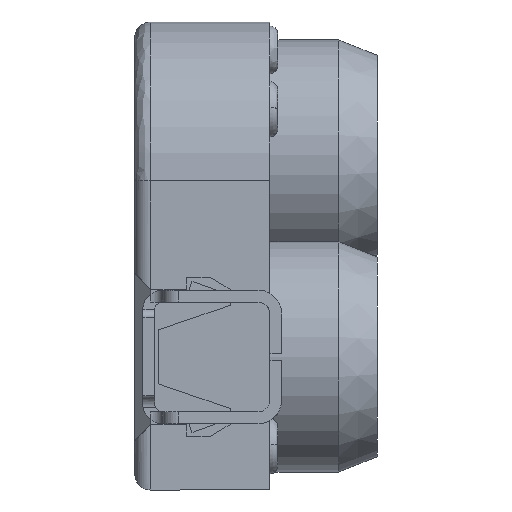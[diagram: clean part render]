
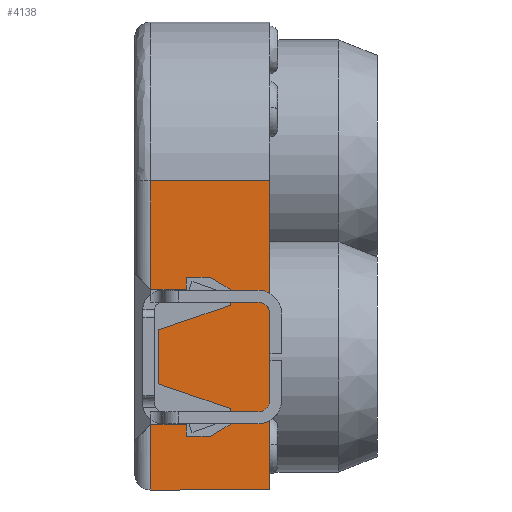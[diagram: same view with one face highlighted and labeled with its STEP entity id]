
A CAD part, front view. The second image highlights one B-rep face of the part: STEP entity #4138.
In plain terms, the highlighted planar face has unit normal (0, -1, 0).
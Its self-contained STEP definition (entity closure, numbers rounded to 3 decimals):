
#150 = ORIENTED_EDGE ( 'NONE', *, *, #273, .T. ) ;
#273 = EDGE_CURVE ( 'NONE', #4760, #1228, #1422, .T. ) ;
#334 = VECTOR ( 'NONE', #1621, 1000. ) ;
#376 = EDGE_CURVE ( 'NONE', #3358, #4760, #1825, .T. ) ;
#385 = VERTEX_POINT ( 'NONE', #9290 ) ;
#468 = LINE ( 'NONE', #8851, #8789 ) ;
#469 = VECTOR ( 'NONE', #1054, 1000. ) ;
#480 = VERTEX_POINT ( 'NONE', #822 ) ;
#528 = CARTESIAN_POINT ( 'NONE',  ( 0., 0., 0. ) ) ;
#570 = VECTOR ( 'NONE', #602, 1000. ) ;
#576 = LINE ( 'NONE', #1056, #3713 ) ;
#602 = DIRECTION ( 'NONE',  ( 1., 0., 0. ) ) ;
#633 = VERTEX_POINT ( 'NONE', #5286 ) ;
#822 = CARTESIAN_POINT ( 'NONE',  ( -0.4, 0., -5.065 ) ) ;
#836 = CARTESIAN_POINT ( 'NONE',  ( 0.6, 0., -3.365 ) ) ;
#856 = EDGE_CURVE ( 'NONE', #7434, #385, #9142, .T. ) ;
#859 = VERTEX_POINT ( 'NONE', #3945 ) ;
#946 = CARTESIAN_POINT ( 'NONE',  ( -0.4, 0., 0. ) ) ;
#976 = CARTESIAN_POINT ( 'NONE',  ( 0.6, 0., 0. ) ) ;
#1054 = DIRECTION ( 'NONE',  ( -1., 0., 0. ) ) ;
#1056 = CARTESIAN_POINT ( 'NONE',  ( 0.05, 0., -5.215 ) ) ;
#1058 = CARTESIAN_POINT ( 'NONE',  ( -0.4, 0., -3.365 ) ) ;
#1134 = VECTOR ( 'NONE', #7135, 1000. ) ;
#1228 = VERTEX_POINT ( 'NONE', #9139 ) ;
#1297 = CARTESIAN_POINT ( 'NONE',  ( 0.35, 0., -5.215 ) ) ;
#1339 = FACE_OUTER_BOUND ( 'NONE', #1693, .T. ) ;
#1422 = LINE ( 'NONE', #6890, #6713 ) ;
#1506 = ORIENTED_EDGE ( 'NONE', *, *, #1818, .F. ) ;
#1531 = VERTEX_POINT ( 'NONE', #6491 ) ;
#1609 = EDGE_CURVE ( 'NONE', #1531, #633, #8349, .T. ) ;
#1621 = DIRECTION ( 'NONE',  ( 0., 0., -1. ) ) ;
#1693 = EDGE_LOOP ( 'NONE', ( #5975, #2599, #2720, #3032, #7655, #2383, #6369, #9200, #4229, #6443, #150, #5426, #2529, #1735, #6313, #8304, #1506, #3225 ) ) ;
#1705 = CARTESIAN_POINT ( 'NONE',  ( 1.1, 0., 0. ) ) ;
#1735 = ORIENTED_EDGE ( 'NONE', *, *, #1609, .T. ) ;
#1803 = EDGE_CURVE ( 'NONE', #859, #3607, #576, .T. ) ;
#1818 = EDGE_CURVE ( 'NONE', #4585, #5418, #468, .T. ) ;
#1825 = LINE ( 'NONE', #4224, #3502 ) ;
#1846 = CARTESIAN_POINT ( 'NONE',  ( 0.6, 0., 0. ) ) ;
#1860 = EDGE_CURVE ( 'NONE', #8812, #7625, #3937, .T. ) ;
#1871 = DIRECTION ( 'NONE',  ( -0.857, 0., -0.514 ) ) ;
#1990 = CARTESIAN_POINT ( 'NONE',  ( -0.3, 0., -3.875 ) ) ;
#2027 = VERTEX_POINT ( 'NONE', #8473 ) ;
#2098 = EDGE_CURVE ( 'NONE', #8685, #5418, #9122, .T. ) ;
#2254 = VECTOR ( 'NONE', #7342, 1000. ) ;
#2383 = ORIENTED_EDGE ( 'NONE', *, *, #5123, .T. ) ;
#2395 = VERTEX_POINT ( 'NONE', #4141 ) ;
#2420 = EDGE_CURVE ( 'NONE', #1228, #2395, #6764, .T. ) ;
#2524 = VECTOR ( 'NONE', #5612, 1000. ) ;
#2529 = ORIENTED_EDGE ( 'NONE', *, *, #3130, .T. ) ;
#2599 = ORIENTED_EDGE ( 'NONE', *, *, #7118, .T. ) ;
#2720 = ORIENTED_EDGE ( 'NONE', *, *, #1803, .T. ) ;
#2726 = CARTESIAN_POINT ( 'NONE',  ( 0.05, 0., -3.215 ) ) ;
#2757 = CARTESIAN_POINT ( 'NONE',  ( 0.6, 0., -3.565 ) ) ;
#2778 = CARTESIAN_POINT ( 'NONE',  ( 0.05, 0., -5.215 ) ) ;
#2817 = EDGE_CURVE ( 'NONE', #2027, #480, #4270, .T. ) ;
#2852 = VECTOR ( 'NONE', #1871, 1000. ) ;
#2919 = LINE ( 'NONE', #5537, #570 ) ;
#3032 = ORIENTED_EDGE ( 'NONE', *, *, #5919, .T. ) ;
#3130 = EDGE_CURVE ( 'NONE', #2395, #1531, #2919, .T. ) ;
#3137 = CARTESIAN_POINT ( 'NONE',  ( 1.1, 0., -2. ) ) ;
#3163 = CARTESIAN_POINT ( 'NONE',  ( -0.4, 0., -2. ) ) ;
#3225 = ORIENTED_EDGE ( 'NONE', *, *, #7108, .T. ) ;
#3266 = DIRECTION ( 'NONE',  ( 0., 0., -1. ) ) ;
#3358 = VERTEX_POINT ( 'NONE', #3163 ) ;
#3366 = CARTESIAN_POINT ( 'NONE',  ( -0.3, 0., -4.555 ) ) ;
#3502 = VECTOR ( 'NONE', #6380, 1000. ) ;
#3607 = VERTEX_POINT ( 'NONE', #2778 ) ;
#3638 = CARTESIAN_POINT ( 'NONE',  ( -0.4, 0., -5.89 ) ) ;
#3713 = VECTOR ( 'NONE', #3894, 1000. ) ;
#3803 = CARTESIAN_POINT ( 'NONE',  ( -0.3, 0., -4.555 ) ) ;
#3812 = DIRECTION ( 'NONE',  ( 0., 0., 1. ) ) ;
#3839 = EDGE_CURVE ( 'NONE', #8685, #633, #6524, .T. ) ;
#3894 = DIRECTION ( 'NONE',  ( -1., 0., 0. ) ) ;
#3929 = LINE ( 'NONE', #8617, #1134 ) ;
#3937 = LINE ( 'NONE', #1705, #6087 ) ;
#3945 = CARTESIAN_POINT ( 'NONE',  ( 0.35, 0., -5.215 ) ) ;
#4138 = ADVANCED_FACE ( 'NONE', ( #1339 ), #9078, .T. ) ;
#4141 = CARTESIAN_POINT ( 'NONE',  ( 0.05, 0., -3.215 ) ) ;
#4214 = LINE ( 'NONE', #8837, #7392 ) ;
#4224 = CARTESIAN_POINT ( 'NONE',  ( -0.4, 0., 0. ) ) ;
#4229 = ORIENTED_EDGE ( 'NONE', *, *, #8368, .T. ) ;
#4270 = LINE ( 'NONE', #8211, #469 ) ;
#4439 = LINE ( 'NONE', #3366, #2524 ) ;
#4535 = DIRECTION ( 'NONE',  ( 0., 0., 1. ) ) ;
#4585 = VERTEX_POINT ( 'NONE', #3803 ) ;
#4588 = LINE ( 'NONE', #946, #334 ) ;
#4755 = CARTESIAN_POINT ( 'NONE',  ( 1.1, 0., -5.89 ) ) ;
#4760 = VERTEX_POINT ( 'NONE', #1058 ) ;
#4852 = VECTOR ( 'NONE', #9305, 1000. ) ;
#5123 = EDGE_CURVE ( 'NONE', #480, #8451, #4588, .T. ) ;
#5145 = CARTESIAN_POINT ( 'NONE',  ( 0., 0., -5.89 ) ) ;
#5286 = CARTESIAN_POINT ( 'NONE',  ( 0.6, 0., -3.365 ) ) ;
#5400 = VECTOR ( 'NONE', #3812, 1000. ) ;
#5418 = VERTEX_POINT ( 'NONE', #1990 ) ;
#5426 = ORIENTED_EDGE ( 'NONE', *, *, #2420, .T. ) ;
#5537 = CARTESIAN_POINT ( 'NONE',  ( 0.25, 0., -3.215 ) ) ;
#5550 = DIRECTION ( 'NONE',  ( 0., -1., 0. ) ) ;
#5612 = DIRECTION ( 'NONE',  ( 0.946, 0., -0.326 ) ) ;
#5751 = AXIS2_PLACEMENT_3D ( 'NONE', #528, #5550, #7649 ) ;
#5919 = EDGE_CURVE ( 'NONE', #3607, #2027, #4214, .T. ) ;
#5957 = CARTESIAN_POINT ( 'NONE',  ( 0.6, 0., -5.065 ) ) ;
#5975 = ORIENTED_EDGE ( 'NONE', *, *, #856, .F. ) ;
#5992 = VECTOR ( 'NONE', #8235, 1000. ) ;
#6087 = VECTOR ( 'NONE', #3266, 1000. ) ;
#6313 = ORIENTED_EDGE ( 'NONE', *, *, #3839, .F. ) ;
#6339 = EDGE_CURVE ( 'NONE', #8451, #7625, #8619, .T. ) ;
#6369 = ORIENTED_EDGE ( 'NONE', *, *, #6339, .T. ) ;
#6380 = DIRECTION ( 'NONE',  ( 0., 0., -1. ) ) ;
#6388 = DIRECTION ( 'NONE',  ( -0.946, 0., -0.326 ) ) ;
#6429 = VECTOR ( 'NONE', #6388, 1000. ) ;
#6443 = ORIENTED_EDGE ( 'NONE', *, *, #376, .T. ) ;
#6491 = CARTESIAN_POINT ( 'NONE',  ( 0.35, 0., -3.215 ) ) ;
#6524 = LINE ( 'NONE', #976, #5400 ) ;
#6573 = DIRECTION ( 'NONE',  ( 0., 0., 1. ) ) ;
#6713 = VECTOR ( 'NONE', #9126, 1000. ) ;
#6764 = LINE ( 'NONE', #2726, #4852 ) ;
#6890 = CARTESIAN_POINT ( 'NONE',  ( -0.6, 0., -3.365 ) ) ;
#7108 = EDGE_CURVE ( 'NONE', #4585, #385, #4439, .T. ) ;
#7118 = EDGE_CURVE ( 'NONE', #7434, #859, #7929, .T. ) ;
#7135 = DIRECTION ( 'NONE',  ( -1., 0., 0. ) ) ;
#7342 = DIRECTION ( 'NONE',  ( 0.857, 0., -0.514 ) ) ;
#7392 = VECTOR ( 'NONE', #6573, 1000. ) ;
#7434 = VERTEX_POINT ( 'NONE', #5957 ) ;
#7625 = VERTEX_POINT ( 'NONE', #4755 ) ;
#7649 = DIRECTION ( 'NONE',  ( 0., 0., -1. ) ) ;
#7655 = ORIENTED_EDGE ( 'NONE', *, *, #2817, .T. ) ;
#7929 = LINE ( 'NONE', #1297, #2852 ) ;
#8143 = CARTESIAN_POINT ( 'NONE',  ( 0.6, 0., -3.565 ) ) ;
#8211 = CARTESIAN_POINT ( 'NONE',  ( -0.6, 0., -5.065 ) ) ;
#8235 = DIRECTION ( 'NONE',  ( 0., 0., 1. ) ) ;
#8285 = VECTOR ( 'NONE', #8639, 1000. ) ;
#8304 = ORIENTED_EDGE ( 'NONE', *, *, #2098, .T. ) ;
#8349 = LINE ( 'NONE', #836, #2254 ) ;
#8368 = EDGE_CURVE ( 'NONE', #8812, #3358, #3929, .T. ) ;
#8451 = VERTEX_POINT ( 'NONE', #3638 ) ;
#8473 = CARTESIAN_POINT ( 'NONE',  ( 0.05, 0., -5.065 ) ) ;
#8617 = CARTESIAN_POINT ( 'NONE',  ( 0., 0., -2. ) ) ;
#8619 = LINE ( 'NONE', #5145, #8285 ) ;
#8639 = DIRECTION ( 'NONE',  ( 1., 0., 0. ) ) ;
#8685 = VERTEX_POINT ( 'NONE', #8143 ) ;
#8789 = VECTOR ( 'NONE', #4535, 1000. ) ;
#8812 = VERTEX_POINT ( 'NONE', #3137 ) ;
#8837 = CARTESIAN_POINT ( 'NONE',  ( 0.05, 0., -4.965 ) ) ;
#8851 = CARTESIAN_POINT ( 'NONE',  ( -0.3, 0., -3.875 ) ) ;
#9078 = PLANE ( 'NONE',  #5751 ) ;
#9122 = LINE ( 'NONE', #2757, #6429 ) ;
#9126 = DIRECTION ( 'NONE',  ( 1., 0., 0. ) ) ;
#9139 = CARTESIAN_POINT ( 'NONE',  ( 0.05, 0., -3.365 ) ) ;
#9142 = LINE ( 'NONE', #1846, #5992 ) ;
#9200 = ORIENTED_EDGE ( 'NONE', *, *, #1860, .F. ) ;
#9290 = CARTESIAN_POINT ( 'NONE',  ( 0.6, 0., -4.865 ) ) ;
#9305 = DIRECTION ( 'NONE',  ( 0., 0., 1. ) ) ;
